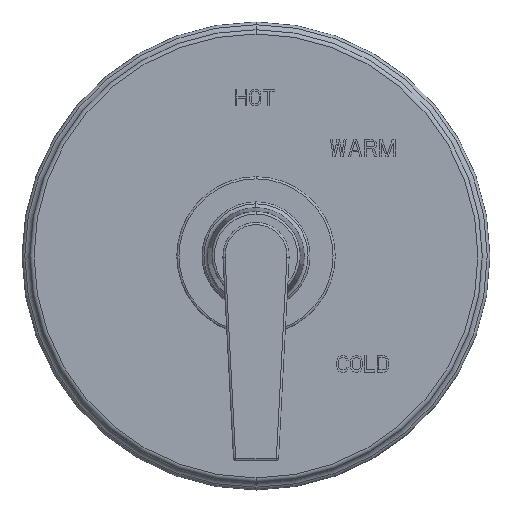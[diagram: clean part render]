
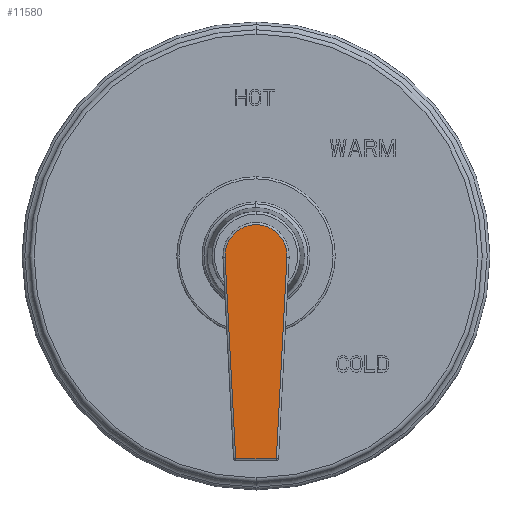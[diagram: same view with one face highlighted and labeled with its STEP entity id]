
A CAD part, top view. The second image highlights one B-rep face of the part: STEP entity #11580.
In plain terms, the highlighted planar face has unit normal (0, 0, 1).
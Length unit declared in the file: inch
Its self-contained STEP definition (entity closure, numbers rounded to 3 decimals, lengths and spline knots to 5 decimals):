
#4070=DIRECTION('',(0.052,-0.999,0.));
#4071=VECTOR('',#4070,2.80131);
#4072=CARTESIAN_POINT('',(-0.42941,-0.02255,3.183));
#4073=LINE('',#4072,#4071);
#4074=CARTESIAN_POINT('',(0.,0.,3.183));
#4075=DIRECTION('',(0.,0.,1.));
#4076=DIRECTION('',(0.999,-0.052,0.));
#4077=AXIS2_PLACEMENT_3D('',#4074,#4075,#4076);
#4079=DIRECTION('',(0.052,0.999,0.));
#4080=VECTOR('',#4079,2.80131);
#4081=CARTESIAN_POINT('',(0.28253,-2.82,3.183));
#4082=LINE('',#4081,#4080);
#4083=DIRECTION('',(1.,0.,0.));
#4084=VECTOR('',#4083,0.56507);
#4085=CARTESIAN_POINT('',(-0.28253,-2.82,3.183));
#4086=LINE('',#4085,#4084);
#5504=CARTESIAN_POINT('',(-0.42941,-0.02255,3.183));
#5505=CARTESIAN_POINT('',(-0.28253,-2.82,3.183));
#5506=VERTEX_POINT('',#5504);
#5507=VERTEX_POINT('',#5505);
#5514=CARTESIAN_POINT('',(0.28253,-2.82,3.183));
#5515=VERTEX_POINT('',#5514);
#5520=CARTESIAN_POINT('',(0.42941,-0.02255,3.183));
#5521=VERTEX_POINT('',#5520);
#11566=CARTESIAN_POINT('',(0.,0.,3.183));
#11567=DIRECTION('',(0.,0.,-1.));
#11568=DIRECTION('',(0.,1.,0.));
#11569=AXIS2_PLACEMENT_3D('',#11566,#11567,#11568);
#11570=PLANE('',#11569);
#11571=ORIENTED_EDGE('',*,*,#11556,.F.);
#11573=ORIENTED_EDGE('',*,*,#11572,.F.);
#11575=ORIENTED_EDGE('',*,*,#11574,.F.);
#11577=ORIENTED_EDGE('',*,*,#11576,.F.);
#11578=EDGE_LOOP('',(#11571,#11573,#11575,#11577));
#11579=FACE_OUTER_BOUND('',#11578,.F.);
#11580=ADVANCED_FACE('',(#11579),#11570,.F.);
#4078=CIRCLE('',#4077,0.43);
#11556=EDGE_CURVE('',#5506,#5507,#4073,.T.);
#11572=EDGE_CURVE('',#5521,#5506,#4078,.T.);
#11574=EDGE_CURVE('',#5515,#5521,#4082,.T.);
#11576=EDGE_CURVE('',#5507,#5515,#4086,.T.);
